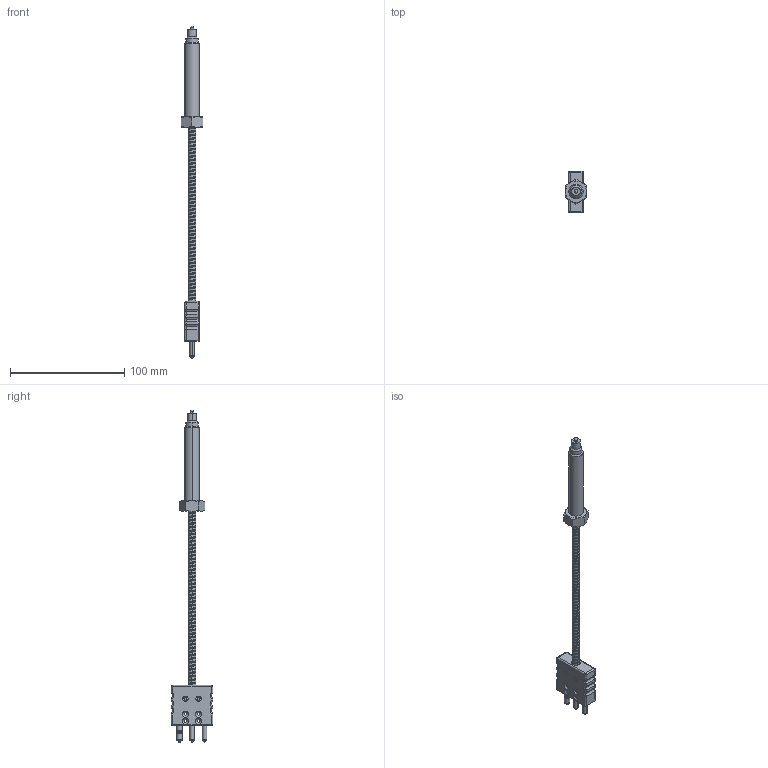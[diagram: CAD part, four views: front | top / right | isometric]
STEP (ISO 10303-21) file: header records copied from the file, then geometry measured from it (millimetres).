
FILE_DESCRIPTION (( 'STEP AP214' ), '1' );
FILE_NAME ('RTD1-MB3T18-01.STEP', '2021-06-09T00:53:37', ( '' ), ( '' ), 'SwSTEP 2.0', 'SolidWorks 2017', '' );
FILE_SCHEMA (( 'AUTOMOTIVE_DESIGN' ));
Length unit declared in the file: inch
Products named in the file (1): RTD1-MB3T18-01
Bounding box: 19.05 x 36.45 x 290.86 mm (x, y, z)
Volume: 32440.7 mm3; surface area: 14061.1 mm2
Topology: 3 solids, 3 shells, 412 faces, 1048 edges, 658 vertices
Faces by surface type: cylinder 190, plane 106, bspline 47, torus 34, cone 30, sphere 5
Entity records: 33768 total; most frequent: CARTESIAN_POINT 24580, ORIENTED_EDGE 2082, DIRECTION 1721, EDGE_CURVE 1041, VERTEX_POINT 656, AXIS2_PLACEMENT_3D 635, VECTOR 451, LINE 451
